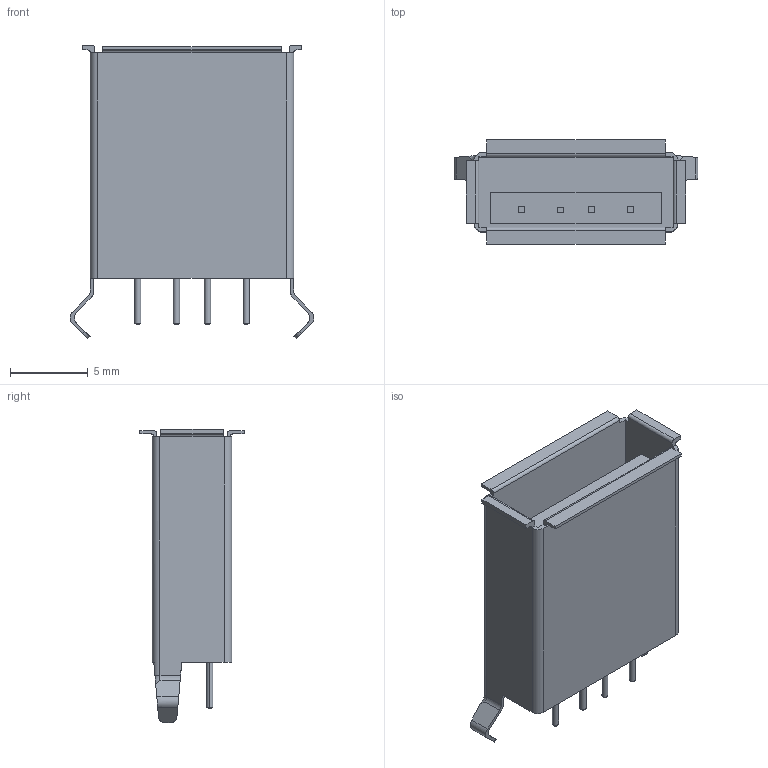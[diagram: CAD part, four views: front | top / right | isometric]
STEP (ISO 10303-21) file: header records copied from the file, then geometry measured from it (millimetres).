
FILE_DESCRIPTION (( 'STEP AP214' ), '1' );
FILE_NAME ('614004135023.STEP', '2015-06-18T09:58:27', ( 'Zoya' ), ( 'Hewlett-Packard Company' ), 'SwSTEP 2.0', 'SolidWorks 2015', '' );
FILE_SCHEMA (( 'AUTOMOTIVE_DESIGN' ));
Length unit declared in the file: millimetre
Products named in the file (1): 614004135023
Bounding box: 15.7 x 6.72 x 18.9 mm (x, y, z)
Volume: 465.2 mm3; surface area: 1595.1 mm2
Topology: 1 solids, 1 shells, 119 faces, 308 edges, 200 vertices
Faces by surface type: plane 77, cylinder 32, cone 8, torus 2
Entity records: 3685 total; most frequent: CARTESIAN_POINT 718, ORIENTED_EDGE 616, DIRECTION 572, EDGE_CURVE 308, VECTOR 228, LINE 228, VERTEX_POINT 200, AXIS2_PLACEMENT_3D 172
